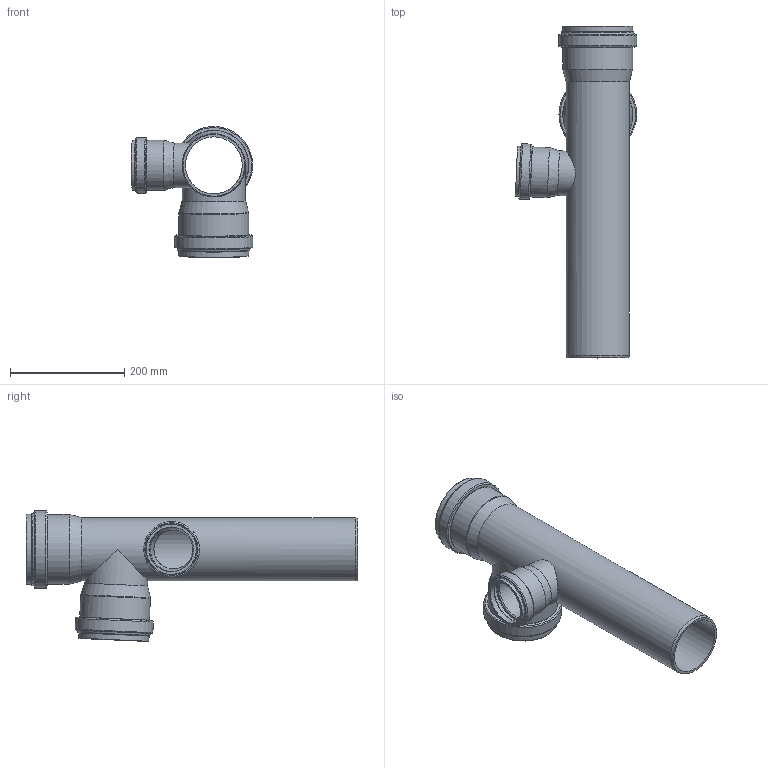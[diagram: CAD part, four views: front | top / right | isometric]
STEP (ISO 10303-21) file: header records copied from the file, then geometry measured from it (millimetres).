
FILE_DESCRIPTION(/* description */ (''),/* implementation_level */ '2;1');
FILE_NAME(/* name */ '335985 SKOLANsafeEP Eckdoppelabzweig, tieferliegende Einbindung DN_OD 110_110_78 rechts.stp',/* time_stamp */ '2018-02-22T09:20:01+01:00',/* author */ ('user1'),/* organization */ (''),/* preprocessor_version */ 'ST-DEVELOPER v16.1',/* originating_system */ 'Autodesk Inventor 2016',/* authorisation */ '');
FILE_SCHEMA (('AUTOMOTIVE_DESIGN { 1 0 10303 214 3 1 1 }'));
Length unit declared in the file: millimetre
Products named in the file (1): 335985 SKOLANsafeEP Eckdoppelabzweig, tieferliegende Einbindung DN_OD
 110_110_78 rechts
Bounding box: 212 x 580 x 229 mm (x, y, z)
Volume: 1406555.3 mm3; surface area: 523132.6 mm2
Topology: 1 solids, 1 shells, 89 faces, 180 edges, 97 vertices
Faces by surface type: torus 38, cylinder 24, cone 19, plane 8
Full cylindrical faces by diameter (mm): 68.6 x1, 78 x1, 78.1 x2, 87.5 x2, 87.6 x1, 97 x1, 99.6 x2, 110.6 x2, 111.054 x2, 112.2 x2, 121.854 x2, 123 x2, 125 x2, 135.8 x2
Entity records: 1984 total; most frequent: CARTESIAN_POINT 406, DIRECTION 362, ORIENTED_EDGE 186, EDGE_LOOP 182, AXIS2_PLACEMENT_3D 181, FACE_BOUND 93, VERTEX_POINT 93, EDGE_CURVE 93
